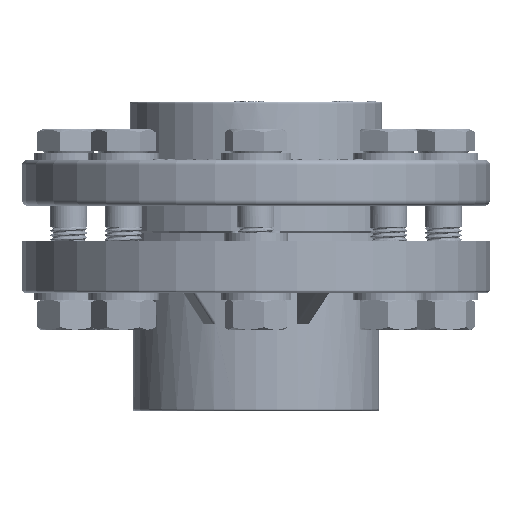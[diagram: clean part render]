
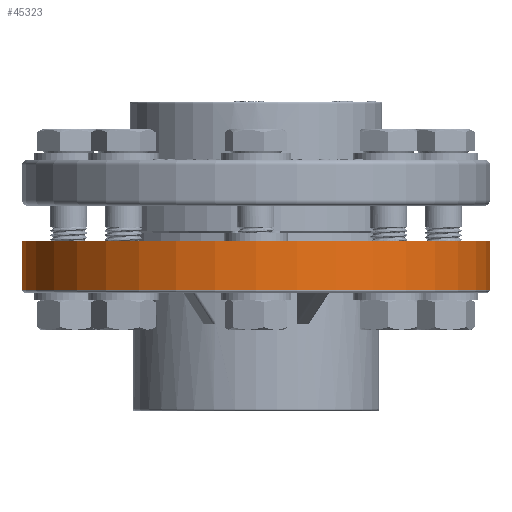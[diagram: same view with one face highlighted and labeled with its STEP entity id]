
A CAD part, front view. The second image highlights one B-rep face of the part: STEP entity #45323.
In plain terms, the highlighted cylindrical face has radius 99.8 mm (diameter 199.6 mm), a full revolution.
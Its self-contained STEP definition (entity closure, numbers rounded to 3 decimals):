
#1494=CYLINDRICAL_SURFACE('',#48294,99.8);
#5038=LINE('',#61398,#8645);
#8645=VECTOR('',#51541,99.8);
#12104=FACE_OUTER_BOUND('',#14761,.T.);
#14761=EDGE_LOOP('',(#30840,#30841,#30842,#30843));
#17736=CIRCLE('',#48295,99.8);
#17737=CIRCLE('',#48296,99.8);
#18769=VERTEX_POINT('',#61395);
#18770=VERTEX_POINT('',#61397);
#23561=EDGE_CURVE('',#18769,#18769,#17736,.T.);
#23562=EDGE_CURVE('',#18769,#18770,#5038,.T.);
#23563=EDGE_CURVE('',#18770,#18770,#17737,.T.);
#30840=ORIENTED_EDGE('',*,*,#23561,.T.);
#30841=ORIENTED_EDGE('',*,*,#23562,.T.);
#30842=ORIENTED_EDGE('',*,*,#23563,.T.);
#30843=ORIENTED_EDGE('',*,*,#23562,.F.);
#45323=ADVANCED_FACE('',(#12104),#1494,.T.);
#48294=AXIS2_PLACEMENT_3D('',#61394,#51537,#51538);
#48295=AXIS2_PLACEMENT_3D('',#61396,#51539,#51540);
#48296=AXIS2_PLACEMENT_3D('',#61399,#51542,#51543);
#51537=DIRECTION('center_axis',(0.,0.,1.));
#51538=DIRECTION('ref_axis',(1.,0.,0.));
#51539=DIRECTION('center_axis',(0.,0.,-1.));
#51540=DIRECTION('ref_axis',(1.,0.,0.));
#51541=DIRECTION('',(0.,0.,-1.));
#51542=DIRECTION('center_axis',(0.,0.,1.));
#51543=DIRECTION('ref_axis',(1.,0.,0.));
#61394=CARTESIAN_POINT('Origin',(844.,0.,-3.));
#61395=CARTESIAN_POINT('',(744.2,0.,18.1));
#61396=CARTESIAN_POINT('Origin',(844.,0.,18.1));
#61397=CARTESIAN_POINT('',(744.2,0.,-3.));
#61398=CARTESIAN_POINT('',(744.2,0.,-3.));
#61399=CARTESIAN_POINT('Origin',(844.,0.,-3.));
